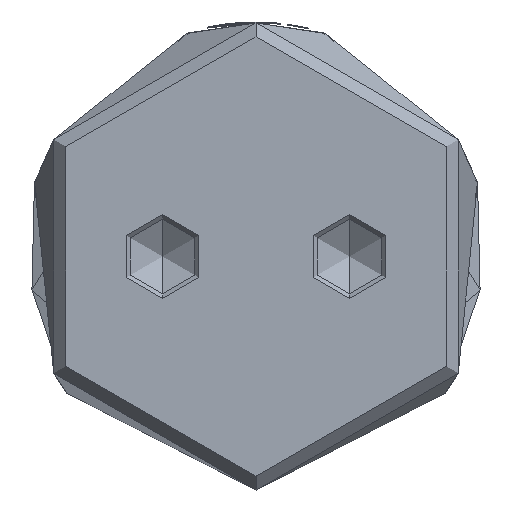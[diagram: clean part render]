
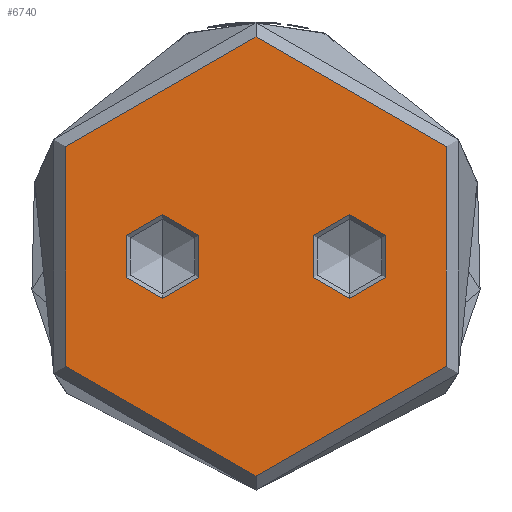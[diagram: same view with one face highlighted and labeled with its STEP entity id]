
A CAD part, front view. The second image highlights one B-rep face of the part: STEP entity #6740.
In plain terms, the highlighted face is planar.
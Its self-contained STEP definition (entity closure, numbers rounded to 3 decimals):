
#64 = FACE_OUTER_BOUND ( 'NONE', #1988, .T. ) ;
#461 = EDGE_CURVE ( 'NONE', #2068, #4364, #6441, .T. ) ;
#631 = VERTEX_POINT ( 'NONE', #2329 ) ;
#666 = CARTESIAN_POINT ( 'NONE',  ( 4.5, 10., 0. ) ) ;
#756 = DIRECTION ( 'NONE',  ( 0., 0., -1. ) ) ;
#811 = ORIENTED_EDGE ( 'NONE', *, *, #461, .F. ) ;
#862 = DIRECTION ( 'NONE',  ( 0., 0., 1. ) ) ;
#929 = DIRECTION ( 'NONE',  ( 0., 0., -1. ) ) ;
#1299 = DIRECTION ( 'NONE',  ( 0., 0., 1. ) ) ;
#1576 = CARTESIAN_POINT ( 'NONE',  ( 0., 0., 0. ) ) ;
#1594 = FACE_BOUND ( 'NONE', #4154, .T. ) ;
#1774 = FACE_BOUND ( 'NONE', #1862, .T. ) ;
#1862 = EDGE_LOOP ( 'NONE', ( #4531, #2754 ) ) ;
#1886 = CIRCLE ( 'NONE', #3799, 23.5 ) ;
#1977 = ORIENTED_EDGE ( 'NONE', *, *, #2191, .T. ) ;
#1988 = EDGE_LOOP ( 'NONE', ( #1977, #5579 ) ) ;
#2008 = CIRCLE ( 'NONE', #3090, 4.5 ) ;
#2068 = VERTEX_POINT ( 'NONE', #7164 ) ;
#2125 = DIRECTION ( 'NONE',  ( 0., 0., 1. ) ) ;
#2144 = DIRECTION ( 'NONE',  ( 1., 0., 0. ) ) ;
#2191 = EDGE_CURVE ( 'NONE', #3038, #631, #1886, .T. ) ;
#2320 = CIRCLE ( 'NONE', #6378, 4.5 ) ;
#2329 = CARTESIAN_POINT ( 'NONE',  ( 23.5, 0., 0. ) ) ;
#2439 = AXIS2_PLACEMENT_3D ( 'NONE', #5523, #2125, #6097 ) ;
#2468 = AXIS2_PLACEMENT_3D ( 'NONE', #6248, #6819, #3450 ) ;
#2754 = ORIENTED_EDGE ( 'NONE', *, *, #3447, .T. ) ;
#2996 = AXIS2_PLACEMENT_3D ( 'NONE', #4724, #1299, #5277 ) ;
#3038 = VERTEX_POINT ( 'NONE', #4083 ) ;
#3090 = AXIS2_PLACEMENT_3D ( 'NONE', #4195, #756, #4774 ) ;
#3119 = EDGE_CURVE ( 'NONE', #6280, #5657, #2320, .T. ) ;
#3426 = PLANE ( 'NONE',  #2468 ) ;
#3447 = EDGE_CURVE ( 'NONE', #5657, #6280, #2008, .T. ) ;
#3450 = DIRECTION ( 'NONE',  ( -1., 0., 0. ) ) ;
#3596 = EDGE_CURVE ( 'NONE', #4364, #2068, #4498, .T. ) ;
#3799 = AXIS2_PLACEMENT_3D ( 'NONE', #1576, #5537, #2144 ) ;
#4083 = CARTESIAN_POINT ( 'NONE',  ( -23.5, 0., 0. ) ) ;
#4132 = CARTESIAN_POINT ( 'NONE',  ( 4.5, -10., 0. ) ) ;
#4154 = EDGE_LOOP ( 'NONE', ( #5746, #811 ) ) ;
#4195 = CARTESIAN_POINT ( 'NONE',  ( 0., -10., 0. ) ) ;
#4222 = AXIS2_PLACEMENT_3D ( 'NONE', #4296, #862, #4872 ) ;
#4296 = CARTESIAN_POINT ( 'NONE',  ( 0., 10., 0. ) ) ;
#4363 = CARTESIAN_POINT ( 'NONE',  ( 0., -10., 0. ) ) ;
#4364 = VERTEX_POINT ( 'NONE', #666 ) ;
#4498 = CIRCLE ( 'NONE', #4222, 4.5 ) ;
#4514 = CARTESIAN_POINT ( 'NONE',  ( -4.5, -10., 0. ) ) ;
#4531 = ORIENTED_EDGE ( 'NONE', *, *, #3119, .T. ) ;
#4724 = CARTESIAN_POINT ( 'NONE',  ( 0., 0., 0. ) ) ;
#4774 = DIRECTION ( 'NONE',  ( 1., 0., 0. ) ) ;
#4872 = DIRECTION ( 'NONE',  ( 1., 0., 0. ) ) ;
#4933 = DIRECTION ( 'NONE',  ( 1., 0., 0. ) ) ;
#5277 = DIRECTION ( 'NONE',  ( 1., 0., 0. ) ) ;
#5523 = CARTESIAN_POINT ( 'NONE',  ( 0., 10., 0. ) ) ;
#5537 = DIRECTION ( 'NONE',  ( 0., 0., 1. ) ) ;
#5579 = ORIENTED_EDGE ( 'NONE', *, *, #6632, .T. ) ;
#5657 = VERTEX_POINT ( 'NONE', #4514 ) ;
#5746 = ORIENTED_EDGE ( 'NONE', *, *, #3596, .F. ) ;
#6097 = DIRECTION ( 'NONE',  ( 1., 0., 0. ) ) ;
#6248 = CARTESIAN_POINT ( 'NONE',  ( 0., 0., 0. ) ) ;
#6280 = VERTEX_POINT ( 'NONE', #4132 ) ;
#6378 = AXIS2_PLACEMENT_3D ( 'NONE', #4363, #929, #4933 ) ;
#6441 = CIRCLE ( 'NONE', #2439, 4.5 ) ;
#6632 = EDGE_CURVE ( 'NONE', #631, #3038, #7024, .T. ) ;
#6740 = ADVANCED_FACE ( 'NONE', ( #64, #1594, #1774 ), #3426, .F. ) ;
#6819 = DIRECTION ( 'NONE',  ( 0., 0., -1. ) ) ;
#7024 = CIRCLE ( 'NONE', #2996, 23.5 ) ;
#7164 = CARTESIAN_POINT ( 'NONE',  ( -4.5, 10., 0. ) ) ;
